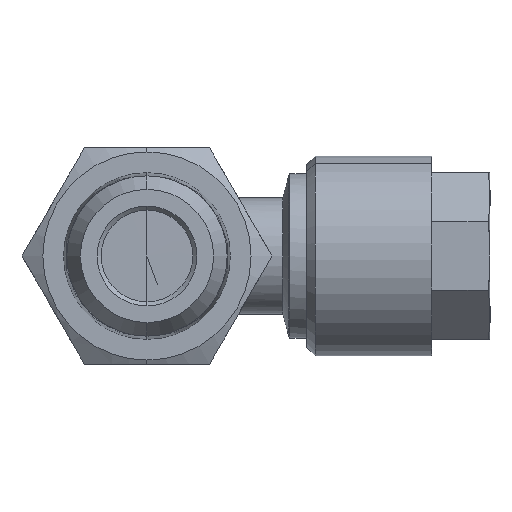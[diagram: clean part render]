
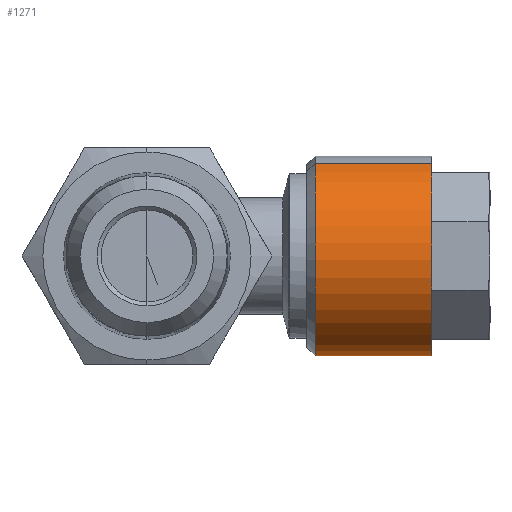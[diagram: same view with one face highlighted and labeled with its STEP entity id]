
A CAD part, front view. The second image highlights one B-rep face of the part: STEP entity #1271.
In plain terms, the highlighted cylindrical face has radius 6 mm (diameter 12 mm), a partial arc.
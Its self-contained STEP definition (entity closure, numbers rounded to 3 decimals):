
#153 = VERTEX_POINT ( 'NONE', #3925 ) ;
#154 = VERTEX_POINT ( 'NONE', #3920 ) ;
#277 = EDGE_LOOP ( 'NONE', ( #3900, #3901, #3902, #3903 ) ) ;
#813 = CARTESIAN_POINT ( 'NONE',  ( 9.6, 21., 0. ) ) ;
#814 = DIRECTION ( 'NONE',  ( -1., 0., 0. ) ) ;
#822 = DIRECTION ( 'NONE',  ( 0., 0.383, -0.924 ) ) ;
#1271 = ADVANCED_FACE ( 'NONE', ( #2793 ), #2801, .T. ) ;
#1636 = EDGE_CURVE ( 'NONE', #3867, #3879, #2042, .T. ) ;
#1637 = EDGE_CURVE ( 'NONE', #3879, #154, #2045, .T. ) ;
#1638 = EDGE_CURVE ( 'NONE', #153, #154, #2044, .T. ) ;
#1639 = EDGE_CURVE ( 'NONE', #3867, #153, #2041, .T. ) ;
#1893 = DIRECTION ( 'NONE',  ( -1., 0., 0. ) ) ;
#1896 = DIRECTION ( 'NONE',  ( -1., 0., 0. ) ) ;
#1897 = CARTESIAN_POINT ( 'NONE',  ( 9.6, 18.704, 5.543 ) ) ;
#1898 = CARTESIAN_POINT ( 'NONE',  ( 17.1, 21., 0. ) ) ;
#1899 = DIRECTION ( 'NONE',  ( -1., 0., 0. ) ) ;
#1900 = DIRECTION ( 'NONE',  ( 0., -0.383, 0.924 ) ) ;
#1901 = CARTESIAN_POINT ( 'NONE',  ( 9.6, 23.296, -5.543 ) ) ;
#1902 = CARTESIAN_POINT ( 'NONE',  ( 10.1, 21., 0. ) ) ;
#1903 = DIRECTION ( 'NONE',  ( -1., 0., 0. ) ) ;
#1904 = DIRECTION ( 'NONE',  ( 0., 0.383, -0.924 ) ) ;
#2041 = LINE ( 'NONE', #1901, #2049 ) ;
#2042 = CIRCLE ( 'NONE', #3557, 6. ) ;
#2044 = CIRCLE ( 'NONE', #3558, 6. ) ;
#2045 = LINE ( 'NONE', #1897, #2046 ) ;
#2046 = VECTOR ( 'NONE', #1893, 1000. ) ;
#2049 = VECTOR ( 'NONE', #1896, 1000. ) ;
#2686 = CARTESIAN_POINT ( 'NONE',  ( 17.1, 23.296, -5.543 ) ) ;
#2698 = CARTESIAN_POINT ( 'NONE',  ( 17.1, 18.704, 5.543 ) ) ;
#2793 = FACE_OUTER_BOUND ( 'NONE', #277, .T. ) ;
#2801 = CYLINDRICAL_SURFACE ( 'NONE', #3477, 6. ) ;
#3477 = AXIS2_PLACEMENT_3D ( 'NONE', #813, #814, #822 ) ;
#3557 = AXIS2_PLACEMENT_3D ( 'NONE', #1898, #1899, #1900 ) ;
#3558 = AXIS2_PLACEMENT_3D ( 'NONE', #1902, #1903, #1904 ) ;
#3867 = VERTEX_POINT ( 'NONE', #2686 ) ;
#3879 = VERTEX_POINT ( 'NONE', #2698 ) ;
#3900 = ORIENTED_EDGE ( 'NONE', *, *, #1636, .T. ) ;
#3901 = ORIENTED_EDGE ( 'NONE', *, *, #1637, .T. ) ;
#3902 = ORIENTED_EDGE ( 'NONE', *, *, #1638, .F. ) ;
#3903 = ORIENTED_EDGE ( 'NONE', *, *, #1639, .F. ) ;
#3920 = CARTESIAN_POINT ( 'NONE',  ( 10.1, 18.704, 5.543 ) ) ;
#3925 = CARTESIAN_POINT ( 'NONE',  ( 10.1, 23.296, -5.543 ) ) ;
